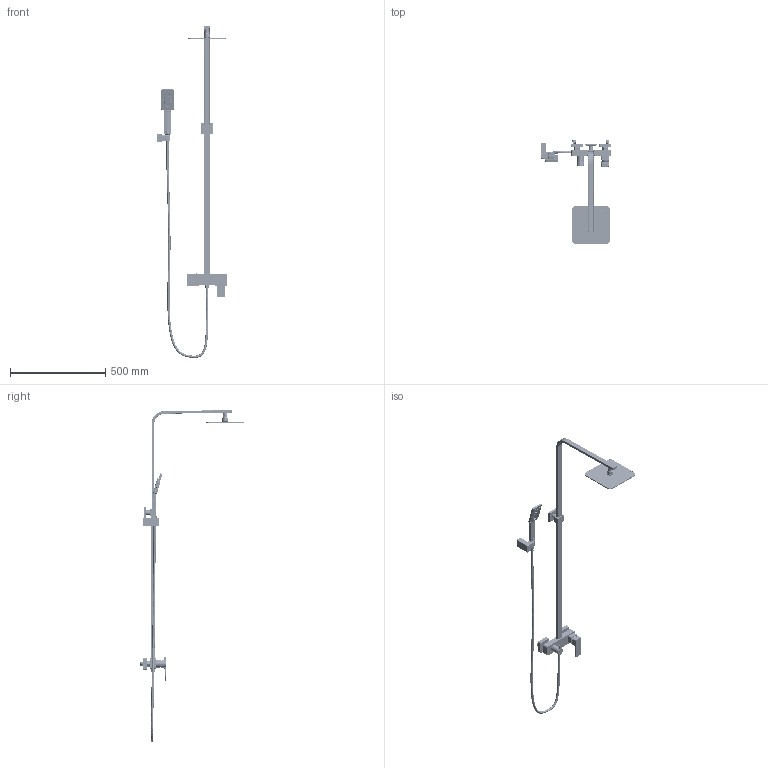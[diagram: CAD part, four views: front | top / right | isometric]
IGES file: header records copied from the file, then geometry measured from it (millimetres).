
Global section: file name: 5ed57633-43eb-4036-94e8-516f68b4faf4; native system: unknown; preprocessor: unknown; author: unknown; organization: unknown; date: 20191215.112240; units: millimetre
Bounding box: 372.29 x 549.67 x 1746.96 mm (x, y, z)
Volume: 876209.4 mm3; surface area: 1042493.1 mm2
Topology: 88 solids, 89 shells, 10928 faces, 51913 edges, 43381 vertices
Faces by surface type: bspline 9458, revolution 1470
